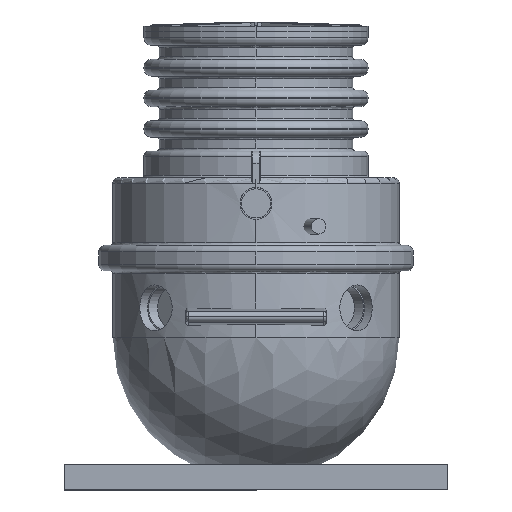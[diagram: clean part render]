
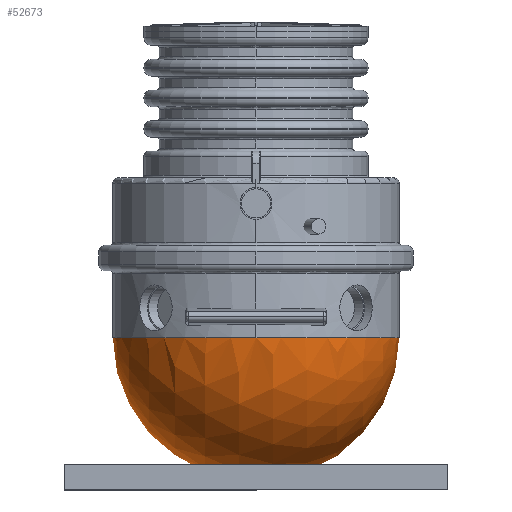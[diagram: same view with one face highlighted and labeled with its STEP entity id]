
A CAD part, left-side view. The second image highlights one B-rep face of the part: STEP entity #52673.
In plain terms, the highlighted spherical face has radius 562 mm.
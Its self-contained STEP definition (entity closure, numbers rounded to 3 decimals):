
#48846=CARTESIAN_POINT('',(562.0,0.,-1203.0));
#48847=VERTEX_POINT('',#48846);
#48854=CARTESIAN_POINT('',(0.,562.,-1203.0));
#48855=VERTEX_POINT('',#48854);
#48856=CARTESIAN_POINT('',(0.,0.,-1203.0));
#48857=DIRECTION('',(0.0,0.0,1.0));
#48858=DIRECTION('',(-1.0,0.0,0.0));
#48859=AXIS2_PLACEMENT_3D('',#48856,#48857,#48858);
#48860=CIRCLE('',#48859,562.0);
#48861=EDGE_CURVE('',#48847,#48855,#48860,.T.);
#48863=CARTESIAN_POINT('',(-562.,0.,-1203.0));
#48864=VERTEX_POINT('',#48863);
#48865=CARTESIAN_POINT('',(0.,0.,-1203.0));
#48866=DIRECTION('',(0.0,0.0,1.0));
#48867=DIRECTION('',(-1.0,0.0,0.0));
#48868=AXIS2_PLACEMENT_3D('',#48865,#48866,#48867);
#48869=CIRCLE('',#48868,562.0);
#48870=EDGE_CURVE('',#48855,#48864,#48869,.T.);
#49645=CARTESIAN_POINT('',(0.,-562.,-1203.0));
#49646=VERTEX_POINT('',#49645);
#49647=CARTESIAN_POINT('',(0.,0.,-1203.0));
#49648=DIRECTION('',(0.0,0.0,1.0));
#49649=DIRECTION('',(-1.0,0.0,0.0));
#49650=AXIS2_PLACEMENT_3D('',#49647,#49648,#49649);
#49651=CIRCLE('',#49650,562.0);
#49652=EDGE_CURVE('',#48864,#49646,#49651,.T.);
#49654=CARTESIAN_POINT('',(0.,0.,-1203.0));
#49655=DIRECTION('',(0.0,0.0,1.0));
#49656=DIRECTION('',(-1.0,0.0,0.0));
#49657=AXIS2_PLACEMENT_3D('',#49654,#49655,#49656);
#49658=CIRCLE('',#49657,562.0);
#49659=EDGE_CURVE('',#49646,#48847,#49658,.T.);
#52662=CARTESIAN_POINT('',(0.,0.,-1203.0));
#52663=DIRECTION('',(0.0,-1.0,0.0));
#52664=DIRECTION('',(1.0,0.0,0.0));
#52665=AXIS2_PLACEMENT_3D('',#52662,#52663,#52664);
#52666=SPHERICAL_SURFACE('',#52665,562.0);
#52667=ORIENTED_EDGE('',*,*,#49652,.F.);
#52668=ORIENTED_EDGE('',*,*,#48870,.F.);
#52669=ORIENTED_EDGE('',*,*,#48861,.F.);
#52670=ORIENTED_EDGE('',*,*,#49659,.F.);
#52671=EDGE_LOOP('',(#52667,#52668,#52669,#52670));
#52672=FACE_OUTER_BOUND('',#52671,.T.);
#52673=ADVANCED_FACE('',(#52672),#52666,.T.);
